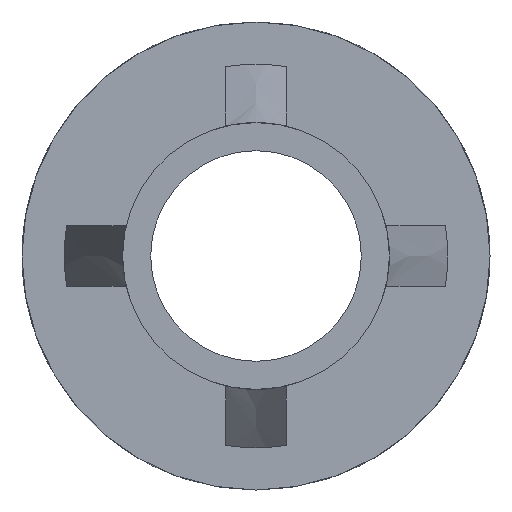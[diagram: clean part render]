
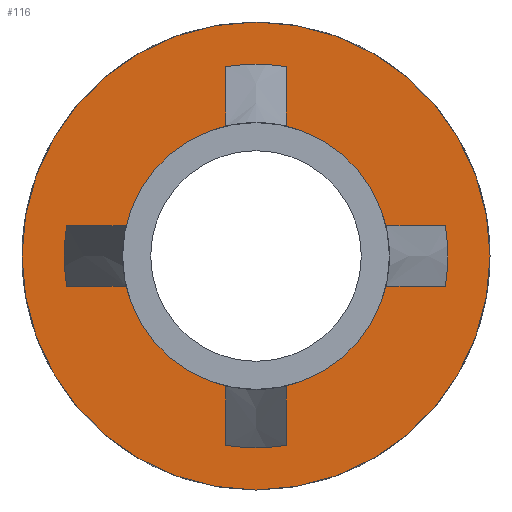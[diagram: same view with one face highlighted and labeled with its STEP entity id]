
A CAD part, left-side view. The second image highlights one B-rep face of the part: STEP entity #116.
In plain terms, the highlighted planar face has unit normal (-1, 0, 0).
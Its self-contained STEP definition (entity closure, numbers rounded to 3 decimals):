
#116 = ADVANCED_FACE( '', ( #242, #243 ), #244, .T. );
#242 = FACE_OUTER_BOUND( '', #394, .T. );
#243 = FACE_BOUND( '', #395, .T. );
#244 = PLANE( '', #396 );
#394 = EDGE_LOOP( '', ( #771 ) );
#395 = EDGE_LOOP( '', ( #772 ) );
#396 = AXIS2_PLACEMENT_3D( '', #773, #774, #775 );
#771 = ORIENTED_EDGE( '', *, *, #963, .F. );
#772 = ORIENTED_EDGE( '', *, *, #1003, .F. );
#773 = CARTESIAN_POINT( '', ( -25., 0., 0. ) );
#774 = DIRECTION( '', ( -1., 0., 0. ) );
#775 = DIRECTION( '', ( 0., 0., 1. ) );
#963 = EDGE_CURVE( '', #1148, #1148, #1149, .F. );
#1003 = EDGE_CURVE( '', #1222, #1222, #1223, .T. );
#1148 = VERTEX_POINT( '', #1508 );
#1149 = CIRCLE( '', #1509, 10. );
#1222 = VERTEX_POINT( '', #1624 );
#1223 = CIRCLE( '', #1625, 5.7 );
#1508 = CARTESIAN_POINT( '', ( -25., 0., 10. ) );
#1509 = AXIS2_PLACEMENT_3D( '', #1753, #1754, #1755 );
#1624 = CARTESIAN_POINT( '', ( -25., 0., 5.7 ) );
#1625 = AXIS2_PLACEMENT_3D( '', #1825, #1826, #1827 );
#1753 = CARTESIAN_POINT( '', ( -25., 0., 0. ) );
#1754 = DIRECTION( '', ( -1., 0., 0. ) );
#1755 = DIRECTION( '', ( 0., 0., 1. ) );
#1825 = CARTESIAN_POINT( '', ( -25., 0., 0. ) );
#1826 = DIRECTION( '', ( -1., 0., 0. ) );
#1827 = DIRECTION( '', ( 0., 0., 1. ) );
